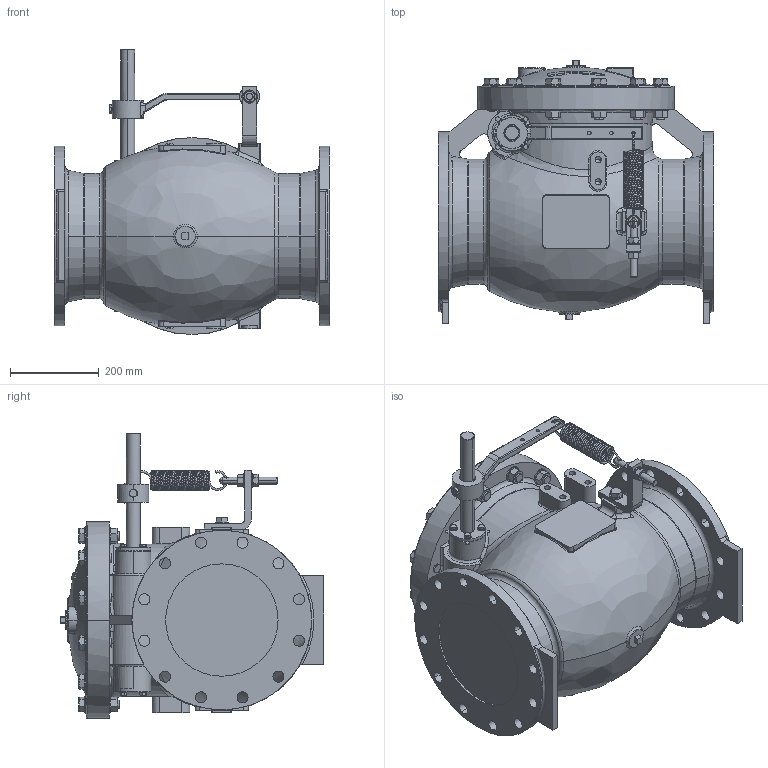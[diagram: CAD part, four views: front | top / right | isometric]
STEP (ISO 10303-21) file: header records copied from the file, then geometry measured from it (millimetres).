
FILE_DESCRIPTION((''),'2;1');
FILE_NAME('7810LS_SW0001','2023-11-02T09:56:19',('jlesh'),(''),'CREO PARAMETRIC BY PTC INC, 2023072','CREO PARAMETRIC BY PTC INC, 2023072','');
FILE_SCHEMA(('AUTOMOTIVE_DESIGN { 1 0 10303 214 1 1 1 1 }'));
Products named in the file (1): 7810LS_SW0001
Bounding box: 622 x 594.68 x 644 mm (x, y, z)
Volume: 81760680.5 mm3; surface area: 1816575.1 mm2
Topology: 1 solids, 2 shells, 1395 faces, 3345 edges, 2028 vertices
Faces by surface type: plane 531, cylinder 352, cone 288, bspline 113, torus 96, sphere 15
Entity records: 77381 total; most frequent: CARTESIAN_POINT 43383, ORIENTED_EDGE 6650, DIRECTION 6375, EDGE_CURVE 3325, AXIS2_PLACEMENT_3D 2610, VERTEX_POINT 2028, EDGE_LOOP 1577, FACE_OUTER_BOUND 1395
